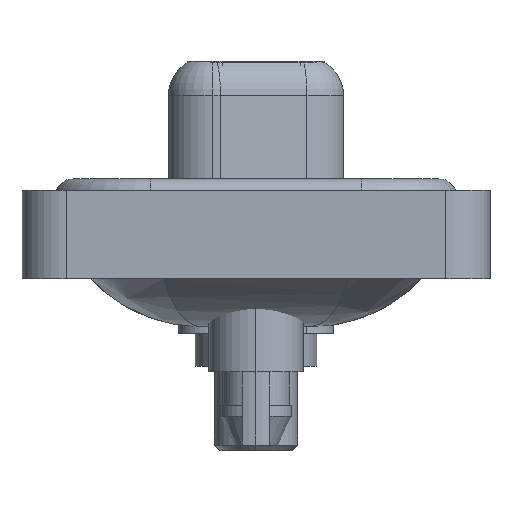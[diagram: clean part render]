
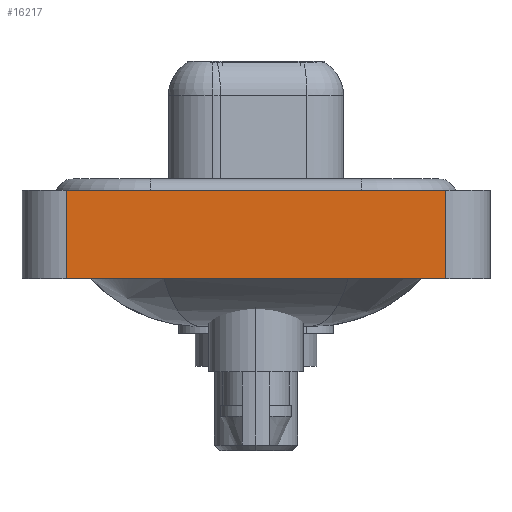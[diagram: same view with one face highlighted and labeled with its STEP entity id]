
A CAD part, left-side view. The second image highlights one B-rep face of the part: STEP entity #16217.
In plain terms, the highlighted planar face has unit normal (-1, 0, 0).
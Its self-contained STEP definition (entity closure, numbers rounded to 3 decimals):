
#750 = EDGE_CURVE ( 'NONE', #3008, #938, #7320, .T. ) ;
#938 = VERTEX_POINT ( 'NONE', #14898 ) ;
#1095 = DIRECTION ( 'NONE',  ( -1., 0., 0. ) ) ;
#1478 = VECTOR ( 'NONE', #5731, 1000. ) ;
#2384 = ORIENTED_EDGE ( 'NONE', *, *, #3711, .T. ) ;
#2558 = VECTOR ( 'NONE', #7432, 1000. ) ;
#2798 = VECTOR ( 'NONE', #8861, 1000. ) ;
#3008 = VERTEX_POINT ( 'NONE', #19831 ) ;
#3356 = EDGE_CURVE ( 'NONE', #13944, #6472, #11965, .T. ) ;
#3400 = DIRECTION ( 'NONE',  ( 0., -1., 0. ) ) ;
#3711 = EDGE_CURVE ( 'NONE', #3008, #13944, #21180, .T. ) ;
#5722 = ORIENTED_EDGE ( 'NONE', *, *, #750, .F. ) ;
#5731 = DIRECTION ( 'NONE',  ( 0., 0., 1. ) ) ;
#5737 = CARTESIAN_POINT ( 'NONE',  ( -7.3, -8.55, 0.4 ) ) ;
#6023 = DIRECTION ( 'NONE',  ( 0., 0., 1. ) ) ;
#6472 = VERTEX_POINT ( 'NONE', #6907 ) ;
#6907 = CARTESIAN_POINT ( 'NONE',  ( -7.3, -8.55, 0.4 ) ) ;
#7320 = LINE ( 'NONE', #13834, #1478 ) ;
#7432 = DIRECTION ( 'NONE',  ( 0., -1., 0. ) ) ;
#8861 = DIRECTION ( 'NONE',  ( 0., 0., 1. ) ) ;
#9045 = LINE ( 'NONE', #5737, #2558 ) ;
#9089 = CARTESIAN_POINT ( 'NONE',  ( -7.3, -8.55, -3.6 ) ) ;
#9334 = ORIENTED_EDGE ( 'NONE', *, *, #18841, .F. ) ;
#10758 = VECTOR ( 'NONE', #3400, 1000. ) ;
#11965 = LINE ( 'NONE', #9089, #2798 ) ;
#13801 = ORIENTED_EDGE ( 'NONE', *, *, #3356, .T. ) ;
#13834 = CARTESIAN_POINT ( 'NONE',  ( -7.3, 8.55, -3.6 ) ) ;
#13944 = VERTEX_POINT ( 'NONE', #18388 ) ;
#14564 = EDGE_LOOP ( 'NONE', ( #13801, #9334, #5722, #2384 ) ) ;
#14701 = CARTESIAN_POINT ( 'NONE',  ( -7.3, -8.55, -3.6 ) ) ;
#14898 = CARTESIAN_POINT ( 'NONE',  ( -7.3, 8.55, 0.4 ) ) ;
#16217 = ADVANCED_FACE ( 'NONE', ( #17347 ), #17125, .T. ) ;
#17125 = PLANE ( 'NONE',  #19196 ) ;
#17347 = FACE_OUTER_BOUND ( 'NONE', #14564, .T. ) ;
#18388 = CARTESIAN_POINT ( 'NONE',  ( -7.3, -8.55, -3.6 ) ) ;
#18841 = EDGE_CURVE ( 'NONE', #938, #6472, #9045, .T. ) ;
#19196 = AXIS2_PLACEMENT_3D ( 'NONE', #20355, #1095, #6023 ) ;
#19831 = CARTESIAN_POINT ( 'NONE',  ( -7.3, 8.55, -3.6 ) ) ;
#20355 = CARTESIAN_POINT ( 'NONE',  ( -7.3, -8.55, -3.6 ) ) ;
#21180 = LINE ( 'NONE', #14701, #10758 ) ;
